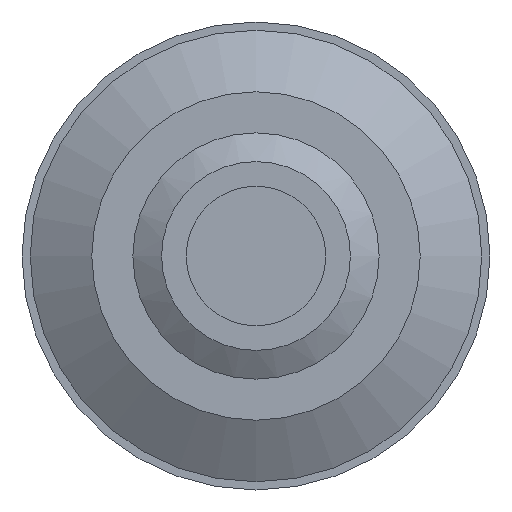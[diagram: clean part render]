
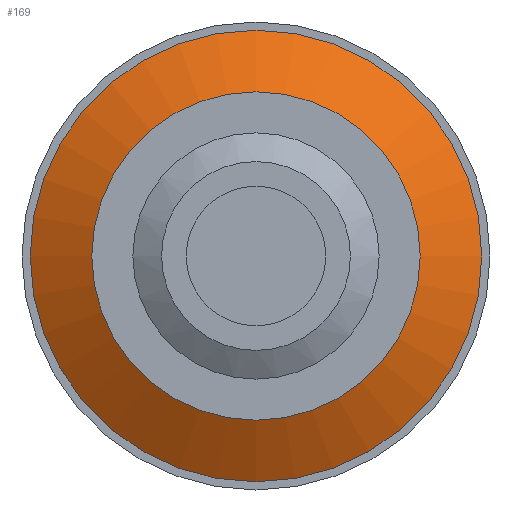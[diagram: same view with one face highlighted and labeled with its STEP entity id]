
A CAD part, front view. The second image highlights one B-rep face of the part: STEP entity #169.
In plain terms, the highlighted conical face has half-angle 60 degrees and reference radius 1.9 mm.
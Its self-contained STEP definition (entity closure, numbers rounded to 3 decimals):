
#66=CONICAL_SURFACE('',#554,1.9,60.);
#113=FACE_BOUND('',#246,.T.);
#114=FACE_BOUND('',#247,.T.);
#169=ADVANCED_FACE('',(#113,#114),#66,.T.);
#246=EDGE_LOOP('',(#321));
#247=EDGE_LOOP('',(#322));
#321=ORIENTED_EDGE('',*,*,#450,.F.);
#322=ORIENTED_EDGE('',*,*,#449,.T.);
#405=VERTEX_POINT('',#815);
#406=VERTEX_POINT('',#818);
#449=EDGE_CURVE('',#405,#405,#498,.T.);
#450=EDGE_CURVE('',#406,#406,#499,.T.);
#498=CIRCLE('',#551,2.);
#499=CIRCLE('',#553,2.75);
#551=AXIS2_PLACEMENT_3D('',#814,#658,#659);
#553=AXIS2_PLACEMENT_3D('',#817,#662,#663);
#554=AXIS2_PLACEMENT_3D('',#819,#664,#665);
#658=DIRECTION('',(0.,1.,0.));
#659=DIRECTION('',(0.,0.,1.));
#662=DIRECTION('',(0.,1.,0.));
#663=DIRECTION('',(-1.,0.,0.));
#664=DIRECTION('',(0.,1.,0.));
#665=DIRECTION('',(-1.,0.,0.));
#814=CARTESIAN_POINT('',(9.194,3.041,-0.415));
#815=CARTESIAN_POINT('',(9.194,3.041,1.585));
#817=CARTESIAN_POINT('',(9.194,3.474,-0.415));
#818=CARTESIAN_POINT('',(6.444,3.474,-0.415));
#819=CARTESIAN_POINT('',(9.194,2.983,-0.415));
